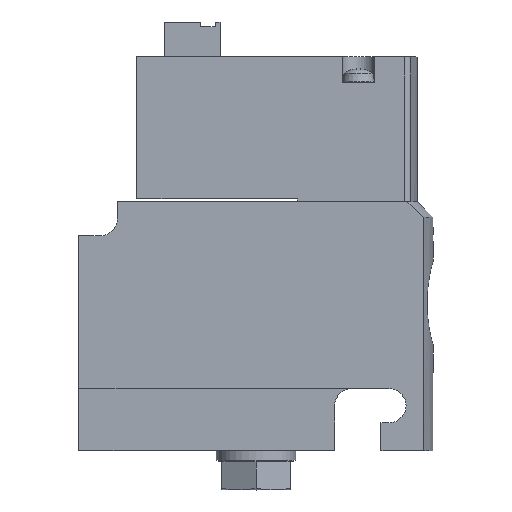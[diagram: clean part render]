
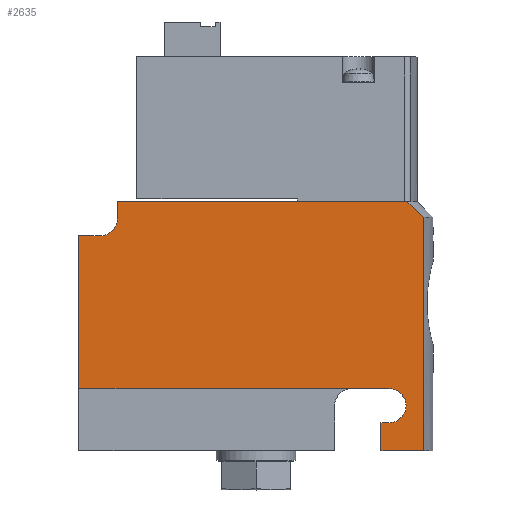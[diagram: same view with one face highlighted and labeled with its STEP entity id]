
A CAD part, top view. The second image highlights one B-rep face of the part: STEP entity #2635.
In plain terms, the highlighted planar face has unit normal (0, 0, 1).
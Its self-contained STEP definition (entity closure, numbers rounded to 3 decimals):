
#71=CIRCLE('',#2844,1.75);
#72=CIRCLE('',#2845,1.75);
#186=B_SPLINE_CURVE_WITH_KNOTS('',3,(#4171,#4172,#4173,#4174),
 .UNSPECIFIED.,.F.,.F.,(4,4),(0.003,0.006),
 .UNSPECIFIED.);
#338=ORIENTED_EDGE('',*,*,#1062,.F.);
#339=ORIENTED_EDGE('',*,*,#1021,.T.);
#340=ORIENTED_EDGE('',*,*,#1063,.F.);
#341=ORIENTED_EDGE('',*,*,#1064,.F.);
#342=ORIENTED_EDGE('',*,*,#1065,.F.);
#343=ORIENTED_EDGE('',*,*,#1066,.F.);
#344=ORIENTED_EDGE('',*,*,#1067,.T.);
#345=ORIENTED_EDGE('',*,*,#1051,.F.);
#346=ORIENTED_EDGE('',*,*,#1068,.T.);
#347=ORIENTED_EDGE('',*,*,#1059,.F.);
#348=ORIENTED_EDGE('',*,*,#1069,.F.);
#349=ORIENTED_EDGE('',*,*,#1070,.F.);
#1021=EDGE_CURVE('',#1374,#1381,#1632,.T.);
#1051=EDGE_CURVE('',#1409,#1410,#1660,.T.);
#1059=EDGE_CURVE('',#1415,#1416,#1664,.T.);
#1062=EDGE_CURVE('',#1374,#1418,#1665,.T.);
#1063=EDGE_CURVE('',#1419,#1381,#1666,.T.);
#1064=EDGE_CURVE('',#1420,#1419,#71,.F.);
#1065=EDGE_CURVE('',#1421,#1420,#1667,.T.);
#1066=EDGE_CURVE('',#1422,#1421,#1668,.T.);
#1067=EDGE_CURVE('',#1422,#1410,#1669,.T.);
#1068=EDGE_CURVE('',#1409,#1416,#186,.T.);
#1069=EDGE_CURVE('',#1423,#1415,#1670,.T.);
#1070=EDGE_CURVE('',#1418,#1423,#72,.F.);
#1374=VERTEX_POINT('',#4042);
#1381=VERTEX_POINT('',#4055);
#1409=VERTEX_POINT('',#4127);
#1410=VERTEX_POINT('',#4129);
#1415=VERTEX_POINT('',#4153);
#1416=VERTEX_POINT('',#4155);
#1418=VERTEX_POINT('',#4161);
#1419=VERTEX_POINT('',#4163);
#1420=VERTEX_POINT('',#4165);
#1421=VERTEX_POINT('',#4167);
#1422=VERTEX_POINT('',#4169);
#1423=VERTEX_POINT('',#4176);
#1632=LINE('',#4056,#1854);
#1660=LINE('',#4128,#1882);
#1664=LINE('',#4154,#1886);
#1665=LINE('',#4160,#1887);
#1666=LINE('',#4162,#1888);
#1667=LINE('',#4166,#1889);
#1668=LINE('',#4168,#1890);
#1669=LINE('',#4170,#1891);
#1670=LINE('',#4175,#1892);
#1854=VECTOR('',#3183,1000.);
#1882=VECTOR('',#3221,1000.);
#1886=VECTOR('',#3233,1000.);
#1887=VECTOR('',#3240,1000.);
#1888=VECTOR('',#3241,1000.);
#1889=VECTOR('',#3244,1000.);
#1890=VECTOR('',#3245,1000.);
#1891=VECTOR('',#3246,1000.);
#1892=VECTOR('',#3247,1000.);
#2059=EDGE_LOOP('',(#338,#339,#340,#341,#342,#343,#344,#345,#346,#347,#348,
#349));
#2287=FACE_BOUND('',#2059,.T.);
#2508=PLANE('',#2843);
#2635=ADVANCED_FACE('',(#2287),#2508,.F.);
#2843=AXIS2_PLACEMENT_3D('',#4159,#3238,#3239);
#2844=AXIS2_PLACEMENT_3D('',#4164,#3242,#3243);
#2845=AXIS2_PLACEMENT_3D('',#4177,#3248,#3249);
#3183=DIRECTION('',(0.,-1.,0.));
#3221=DIRECTION('',(0.,-1.,0.));
#3233=DIRECTION('',(1.,0.,0.));
#3238=DIRECTION('',(0.,0.,-1.));
#3239=DIRECTION('',(-1.,0.,0.));
#3240=DIRECTION('',(1.,0.,0.));
#3241=DIRECTION('',(-1.,0.,0.));
#3242=DIRECTION('',(0.,0.,-1.));
#3243=DIRECTION('',(-1.,0.,0.));
#3244=DIRECTION('',(1.,0.,0.));
#3245=DIRECTION('',(0.,1.,0.));
#3246=DIRECTION('',(1.,0.,0.));
#3247=DIRECTION('',(0.,1.,0.));
#3248=DIRECTION('',(0.,0.,-1.));
#3249=DIRECTION('',(-1.,0.,0.));
#4042=CARTESIAN_POINT('',(0.,21.8,5.25));
#4055=CARTESIAN_POINT('',(0.,6.3,5.25));
#4056=CARTESIAN_POINT('',(0.,25.3,5.25));
#4127=CARTESIAN_POINT('',(35.051,23.7,5.25));
#4128=CARTESIAN_POINT('',(35.051,25.3,5.25));
#4129=CARTESIAN_POINT('',(35.051,0.,5.25));
#4153=CARTESIAN_POINT('',(3.9,25.3,5.25));
#4154=CARTESIAN_POINT('',(0.,25.3,5.25));
#4155=CARTESIAN_POINT('',(33.329,25.3,5.25));
#4159=CARTESIAN_POINT('',(0.,25.3,5.25));
#4160=CARTESIAN_POINT('',(0.,21.8,5.25));
#4161=CARTESIAN_POINT('',(2.15,21.8,5.25));
#4162=CARTESIAN_POINT('',(0.,6.3,5.25));
#4163=CARTESIAN_POINT('',(31.5,6.3,5.25));
#4164=CARTESIAN_POINT('',(31.5,4.55,5.25));
#4165=CARTESIAN_POINT('',(31.5,2.8,5.25));
#4166=CARTESIAN_POINT('',(0.,2.8,5.25));
#4167=CARTESIAN_POINT('',(30.7,2.8,5.25));
#4168=CARTESIAN_POINT('',(30.7,25.3,5.25));
#4169=CARTESIAN_POINT('',(30.7,0.,5.25));
#4170=CARTESIAN_POINT('',(0.,0.,5.25));
#4171=CARTESIAN_POINT('',(35.051,23.7,5.25));
#4172=CARTESIAN_POINT('',(34.479,24.236,5.25));
#4173=CARTESIAN_POINT('',(33.905,24.769,5.25));
#4174=CARTESIAN_POINT('',(33.329,25.3,5.25));
#4175=CARTESIAN_POINT('',(3.9,25.3,5.25));
#4176=CARTESIAN_POINT('',(3.9,23.55,5.25));
#4177=CARTESIAN_POINT('',(2.15,23.55,5.25));
